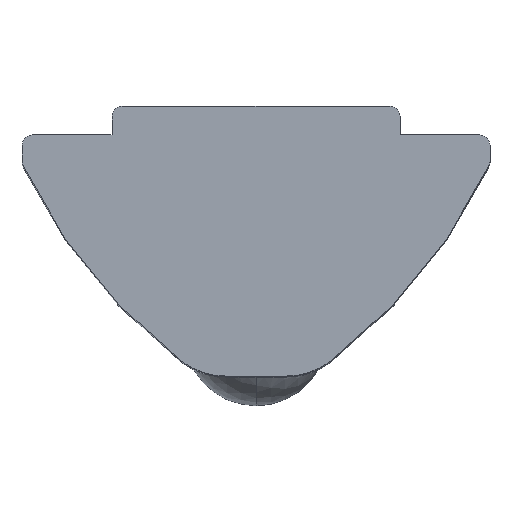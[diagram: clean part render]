
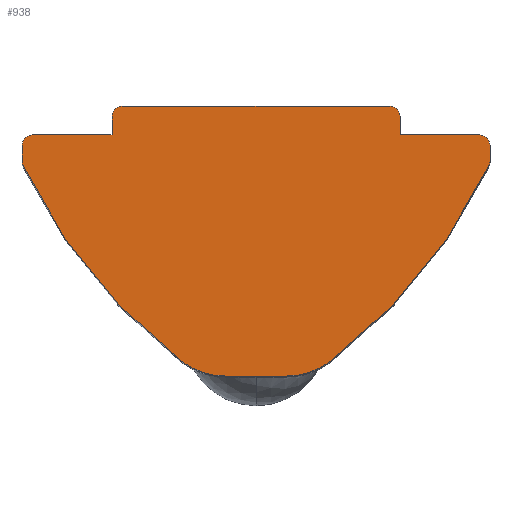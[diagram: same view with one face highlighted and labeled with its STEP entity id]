
A CAD part, top view. The second image highlights one B-rep face of the part: STEP entity #938.
In plain terms, the highlighted planar face has unit normal (0, 0, 1).
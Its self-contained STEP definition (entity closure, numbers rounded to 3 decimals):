
#12 = VERTEX_POINT ( 'NONE', #861 ) ;
#22 = EDGE_CURVE ( 'NONE', #12, #174, #1065, .T. ) ;
#27 = ORIENTED_EDGE ( 'NONE', *, *, #44, .T. ) ;
#31 = CARTESIAN_POINT ( 'NONE',  ( 6.5, -1.532, 10.5 ) ) ;
#32 = CARTESIAN_POINT ( 'NONE',  ( -4., 0., 10.5 ) ) ;
#37 = EDGE_CURVE ( 'NONE', #763, #142, #423, .T. ) ;
#44 = EDGE_CURVE ( 'NONE', #1030, #263, #122, .T. ) ;
#52 = DIRECTION ( 'NONE',  ( 0., 0., 1. ) ) ;
#61 = CARTESIAN_POINT ( 'NONE',  ( 3.7, -0.3, 10.5 ) ) ;
#63 = EDGE_CURVE ( 'NONE', #300, #509, #1094, .T. ) ;
#74 = CIRCLE ( 'NONE', #90, 0.3 ) ;
#80 = CARTESIAN_POINT ( 'NONE',  ( -6.2, -1.1, 10.5 ) ) ;
#90 = AXIS2_PLACEMENT_3D ( 'NONE', #695, #450, #537 ) ;
#105 = AXIS2_PLACEMENT_3D ( 'NONE', #183, #535, #460 ) ;
#109 = CARTESIAN_POINT ( 'NONE',  ( 6.2, -1.1, 10.5 ) ) ;
#122 = CIRCLE ( 'NONE', #474, 2. ) ;
#126 = CARTESIAN_POINT ( 'NONE',  ( 4., -0.3, 10.5 ) ) ;
#127 = ORIENTED_EDGE ( 'NONE', *, *, #625, .T. ) ;
#142 = VERTEX_POINT ( 'NONE', #31 ) ;
#161 = VERTEX_POINT ( 'NONE', #126 ) ;
#164 = CARTESIAN_POINT ( 'NONE',  ( -4., -0.8, 10.5 ) ) ;
#172 = DIRECTION ( 'NONE',  ( 0., 1., 0. ) ) ;
#174 = VERTEX_POINT ( 'NONE', #314 ) ;
#183 = CARTESIAN_POINT ( 'NONE',  ( -7.057, 4.82, 10.5 ) ) ;
#190 = DIRECTION ( 'NONE',  ( 0., 0., 1. ) ) ;
#193 = EDGE_CURVE ( 'NONE', #1029, #1030, #922, .T. ) ;
#201 = DIRECTION ( 'NONE',  ( 1., 0., 0. ) ) ;
#228 = VERTEX_POINT ( 'NONE', #744 ) ;
#234 = EDGE_CURVE ( 'NONE', #918, #341, #680, .T. ) ;
#243 = CIRCLE ( 'NONE', #882, 0.3 ) ;
#252 = EDGE_LOOP ( 'NONE', ( #819, #27, #577, #773, #996, #993, #587, #413, #976, #892, #1035, #127, #909, #980, #760, #459, #860, #500 ) ) ;
#263 = VERTEX_POINT ( 'NONE', #582 ) ;
#273 = LINE ( 'NONE', #520, #622 ) ;
#287 = LINE ( 'NONE', #905, #308 ) ;
#289 = CARTESIAN_POINT ( 'NONE',  ( 6.2, -0.8, 10.5 ) ) ;
#293 = CARTESIAN_POINT ( 'NONE',  ( 0.849, -5.5, 10.5 ) ) ;
#300 = VERTEX_POINT ( 'NONE', #332 ) ;
#308 = VECTOR ( 'NONE', #806, 1000. ) ;
#314 = CARTESIAN_POINT ( 'NONE',  ( -6.5, -1.532, 10.5 ) ) ;
#315 = VERTEX_POINT ( 'NONE', #164 ) ;
#326 = CARTESIAN_POINT ( 'NONE',  ( 4., -0.8, 10.5 ) ) ;
#332 = CARTESIAN_POINT ( 'NONE',  ( 6.5, -1.1, 10.5 ) ) ;
#334 = CIRCLE ( 'NONE', #756, 2. ) ;
#341 = VERTEX_POINT ( 'NONE', #854 ) ;
#343 = CARTESIAN_POINT ( 'NONE',  ( -2.065, -7.088, 10.5 ) ) ;
#354 = EDGE_CURVE ( 'NONE', #174, #597, #74, .T. ) ;
#366 = VECTOR ( 'NONE', #831, 1000. ) ;
#367 = EDGE_CURVE ( 'NONE', #509, #1087, #956, .T. ) ;
#373 = CARTESIAN_POINT ( 'NONE',  ( -4., 0., 10.5 ) ) ;
#379 = EDGE_CURVE ( 'NONE', #1087, #161, #273, .T. ) ;
#384 = CARTESIAN_POINT ( 'NONE',  ( -6.471, -1.662, 10.5 ) ) ;
#401 = DIRECTION ( 'NONE',  ( 1., 0., 0. ) ) ;
#413 = ORIENTED_EDGE ( 'NONE', *, *, #379, .T. ) ;
#419 = EDGE_CURVE ( 'NONE', #920, #12, #698, .T. ) ;
#423 = CIRCLE ( 'NONE', #1117, 0.3 ) ;
#448 = EDGE_CURVE ( 'NONE', #315, #920, #1045, .T. ) ;
#450 = DIRECTION ( 'NONE',  ( 0., 0., 1. ) ) ;
#457 = AXIS2_PLACEMENT_3D ( 'NONE', #590, #835, #401 ) ;
#459 = ORIENTED_EDGE ( 'NONE', *, *, #354, .T. ) ;
#460 = DIRECTION ( 'NONE',  ( 1., 0., 0. ) ) ;
#462 = DIRECTION ( 'NONE',  ( 0., -1., 0. ) ) ;
#474 = AXIS2_PLACEMENT_3D ( 'NONE', #293, #972, #201 ) ;
#482 = CARTESIAN_POINT ( 'NONE',  ( -1.5, -7.5, 10.5 ) ) ;
#496 = CARTESIAN_POINT ( 'NONE',  ( -0.849, -7.5, 10.5 ) ) ;
#500 = ORIENTED_EDGE ( 'NONE', *, *, #554, .T. ) ;
#509 = VERTEX_POINT ( 'NONE', #289 ) ;
#520 = CARTESIAN_POINT ( 'NONE',  ( 4., 0., 10.5 ) ) ;
#535 = DIRECTION ( 'NONE',  ( 0., 0., 1. ) ) ;
#537 = DIRECTION ( 'NONE',  ( 1., 0., 0. ) ) ;
#547 = EDGE_CURVE ( 'NONE', #263, #763, #1004, .T. ) ;
#549 = AXIS2_PLACEMENT_3D ( 'NONE', #80, #786, #705 ) ;
#554 = EDGE_CURVE ( 'NONE', #755, #1029, #334, .T. ) ;
#577 = ORIENTED_EDGE ( 'NONE', *, *, #547, .T. ) ;
#582 = CARTESIAN_POINT ( 'NONE',  ( 2.065, -7.088, 10.5 ) ) ;
#587 = ORIENTED_EDGE ( 'NONE', *, *, #367, .T. ) ;
#590 = CARTESIAN_POINT ( 'NONE',  ( -3.7, -0.3, 10.5 ) ) ;
#591 = AXIS2_PLACEMENT_3D ( 'NONE', #919, #52, #850 ) ;
#592 = DIRECTION ( 'NONE',  ( 1., 0., 0. ) ) ;
#597 = VERTEX_POINT ( 'NONE', #384 ) ;
#619 = FACE_OUTER_BOUND ( 'NONE', #252, .T. ) ;
#621 = CARTESIAN_POINT ( 'NONE',  ( 6.2, -1.532, 10.5 ) ) ;
#622 = VECTOR ( 'NONE', #172, 1000. ) ;
#625 = EDGE_CURVE ( 'NONE', #341, #315, #907, .T. ) ;
#627 = DIRECTION ( 'NONE',  ( 1., 0., 0. ) ) ;
#633 = CARTESIAN_POINT ( 'NONE',  ( -7.057, 4.82, 10.5 ) ) ;
#636 = EDGE_CURVE ( 'NONE', #228, #918, #814, .T. ) ;
#651 = CARTESIAN_POINT ( 'NONE',  ( -0.849, -5.5, 10.5 ) ) ;
#661 = AXIS2_PLACEMENT_3D ( 'NONE', #633, #728, #979 ) ;
#673 = DIRECTION ( 'NONE',  ( 0., 0., 1. ) ) ;
#680 = CIRCLE ( 'NONE', #457, 0.3 ) ;
#695 = CARTESIAN_POINT ( 'NONE',  ( -6.2, -1.532, 10.5 ) ) ;
#698 = CIRCLE ( 'NONE', #549, 0.3 ) ;
#700 = VECTOR ( 'NONE', #1130, 1000. ) ;
#703 = EDGE_CURVE ( 'NONE', #597, #755, #1078, .T. ) ;
#705 = DIRECTION ( 'NONE',  ( 1., 0., 0. ) ) ;
#710 = CARTESIAN_POINT ( 'NONE',  ( -4., -0.8, 10.5 ) ) ;
#714 = DIRECTION ( 'NONE',  ( 1., 0., 0. ) ) ;
#721 = CARTESIAN_POINT ( 'NONE',  ( -3.7, 0., 10.5 ) ) ;
#722 = CARTESIAN_POINT ( 'NONE',  ( -6.5, -0.8, 10.5 ) ) ;
#728 = DIRECTION ( 'NONE',  ( 0., 0., 1. ) ) ;
#741 = DIRECTION ( 'NONE',  ( -1., 0., 0. ) ) ;
#743 = CARTESIAN_POINT ( 'NONE',  ( 0.849, -7.5, 10.5 ) ) ;
#744 = CARTESIAN_POINT ( 'NONE',  ( 3.7, 0., 10.5 ) ) ;
#755 = VERTEX_POINT ( 'NONE', #343 ) ;
#756 = AXIS2_PLACEMENT_3D ( 'NONE', #651, #190, #902 ) ;
#757 = EDGE_CURVE ( 'NONE', #161, #228, #243, .T. ) ;
#760 = ORIENTED_EDGE ( 'NONE', *, *, #22, .T. ) ;
#763 = VERTEX_POINT ( 'NONE', #864 ) ;
#773 = ORIENTED_EDGE ( 'NONE', *, *, #37, .T. ) ;
#786 = DIRECTION ( 'NONE',  ( 0., 0., 1. ) ) ;
#798 = DIRECTION ( 'NONE',  ( 0., 0., 1. ) ) ;
#806 = DIRECTION ( 'NONE',  ( 0., 1., 0. ) ) ;
#807 = AXIS2_PLACEMENT_3D ( 'NONE', #109, #901, #627 ) ;
#814 = LINE ( 'NONE', #373, #985 ) ;
#819 = ORIENTED_EDGE ( 'NONE', *, *, #193, .T. ) ;
#831 = DIRECTION ( 'NONE',  ( 1., 0., 0. ) ) ;
#835 = DIRECTION ( 'NONE',  ( 0., 0., 1. ) ) ;
#850 = DIRECTION ( 'NONE',  ( 1., 0., 0. ) ) ;
#854 = CARTESIAN_POINT ( 'NONE',  ( -4., -0.3, 10.5 ) ) ;
#860 = ORIENTED_EDGE ( 'NONE', *, *, #703, .T. ) ;
#861 = CARTESIAN_POINT ( 'NONE',  ( -6.5, -1.1, 10.5 ) ) ;
#864 = CARTESIAN_POINT ( 'NONE',  ( 6.471, -1.662, 10.5 ) ) ;
#880 = VECTOR ( 'NONE', #890, 1000. ) ;
#882 = AXIS2_PLACEMENT_3D ( 'NONE', #61, #673, #592 ) ;
#886 = DIRECTION ( 'NONE',  ( -1., 0., 0. ) ) ;
#890 = DIRECTION ( 'NONE',  ( 0., -1., 0. ) ) ;
#892 = ORIENTED_EDGE ( 'NONE', *, *, #636, .T. ) ;
#896 = VECTOR ( 'NONE', #462, 1000. ) ;
#901 = DIRECTION ( 'NONE',  ( 0., 0., 1. ) ) ;
#902 = DIRECTION ( 'NONE',  ( 1., 0., 0. ) ) ;
#905 = CARTESIAN_POINT ( 'NONE',  ( 6.5, -0.8, 10.5 ) ) ;
#907 = LINE ( 'NONE', #32, #896 ) ;
#909 = ORIENTED_EDGE ( 'NONE', *, *, #448, .T. ) ;
#910 = EDGE_CURVE ( 'NONE', #142, #300, #287, .T. ) ;
#918 = VERTEX_POINT ( 'NONE', #721 ) ;
#919 = CARTESIAN_POINT ( 'NONE',  ( 7.057, 4.82, 10.5 ) ) ;
#920 = VERTEX_POINT ( 'NONE', #1069 ) ;
#922 = LINE ( 'NONE', #482, #366 ) ;
#938 = ADVANCED_FACE ( 'NONE', ( #619 ), #1074, .T. ) ;
#956 = LINE ( 'NONE', #974, #983 ) ;
#972 = DIRECTION ( 'NONE',  ( 0., 0., 1. ) ) ;
#974 = CARTESIAN_POINT ( 'NONE',  ( 4., -0.8, 10.5 ) ) ;
#976 = ORIENTED_EDGE ( 'NONE', *, *, #757, .T. ) ;
#979 = DIRECTION ( 'NONE',  ( 1., 0., 0. ) ) ;
#980 = ORIENTED_EDGE ( 'NONE', *, *, #419, .T. ) ;
#983 = VECTOR ( 'NONE', #886, 1000. ) ;
#985 = VECTOR ( 'NONE', #741, 1000. ) ;
#993 = ORIENTED_EDGE ( 'NONE', *, *, #63, .T. ) ;
#996 = ORIENTED_EDGE ( 'NONE', *, *, #910, .T. ) ;
#1004 = CIRCLE ( 'NONE', #661, 15. ) ;
#1029 = VERTEX_POINT ( 'NONE', #496 ) ;
#1030 = VERTEX_POINT ( 'NONE', #743 ) ;
#1035 = ORIENTED_EDGE ( 'NONE', *, *, #234, .T. ) ;
#1045 = LINE ( 'NONE', #710, #700 ) ;
#1065 = LINE ( 'NONE', #722, #880 ) ;
#1069 = CARTESIAN_POINT ( 'NONE',  ( -6.2, -0.8, 10.5 ) ) ;
#1074 = PLANE ( 'NONE',  #105 ) ;
#1078 = CIRCLE ( 'NONE', #591, 15. ) ;
#1087 = VERTEX_POINT ( 'NONE', #326 ) ;
#1094 = CIRCLE ( 'NONE', #807, 0.3 ) ;
#1117 = AXIS2_PLACEMENT_3D ( 'NONE', #621, #798, #714 ) ;
#1130 = DIRECTION ( 'NONE',  ( -1., 0., 0. ) ) ;
